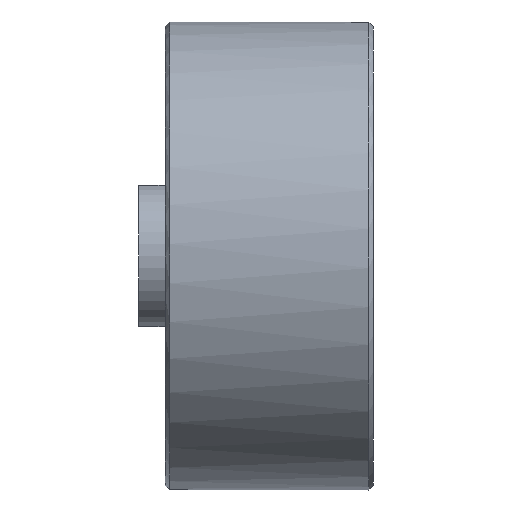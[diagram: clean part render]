
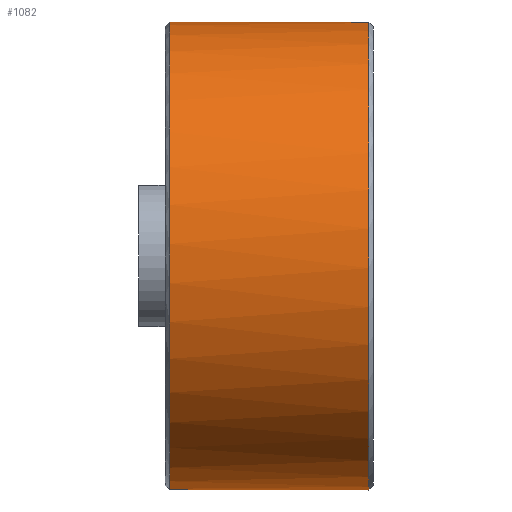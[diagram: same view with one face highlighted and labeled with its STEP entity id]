
A CAD part, left-side view. The second image highlights one B-rep face of the part: STEP entity #1082.
In plain terms, the highlighted cylindrical face has radius 25.15 mm (diameter 50.3 mm), a partial arc.
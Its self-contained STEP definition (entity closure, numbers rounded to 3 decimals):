
#50=ELLIPSE('',#1206,50.3,25.15);
#51=ELLIPSE('',#1207,50.3,25.15);
#52=ELLIPSE('',#1208,50.3,25.15);
#53=ELLIPSE('',#1209,50.3,25.15);
#85=FACE_OUTER_BOUND('',#144,.T.);
#144=EDGE_LOOP('',(#805,#806,#807,#808,#809,#810,#811,#812,#813,#814,#815,
#816,#817,#818));
#210=LINE('',#1786,#290);
#211=LINE('',#1790,#291);
#212=LINE('',#1793,#292);
#213=LINE('',#1795,#293);
#214=LINE('',#1799,#294);
#215=LINE('',#1802,#295);
#290=VECTOR('',#1431,1000.);
#291=VECTOR('',#1434,1000.);
#292=VECTOR('',#1437,1000.);
#293=VECTOR('',#1438,1000.);
#294=VECTOR('',#1441,1000.);
#295=VECTOR('',#1444,1000.);
#380=CIRCLE('',#1172,25.15);
#381=CIRCLE('',#1173,25.15);
#402=CIRCLE('',#1201,25.15);
#405=CIRCLE('',#1204,25.15);
#457=VERTEX_POINT('',#1714);
#458=VERTEX_POINT('',#1715);
#459=VERTEX_POINT('',#1717);
#478=VERTEX_POINT('',#1771);
#479=VERTEX_POINT('',#1772);
#482=VERTEX_POINT('',#1779);
#483=VERTEX_POINT('',#1785);
#484=VERTEX_POINT('',#1787);
#485=VERTEX_POINT('',#1789);
#486=VERTEX_POINT('',#1791);
#487=VERTEX_POINT('',#1794);
#488=VERTEX_POINT('',#1796);
#489=VERTEX_POINT('',#1798);
#490=VERTEX_POINT('',#1800);
#580=EDGE_CURVE('',#457,#458,#380,.T.);
#582=EDGE_CURVE('',#458,#459,#381,.T.);
#607=EDGE_CURVE('',#478,#479,#402,.T.);
#611=EDGE_CURVE('',#479,#482,#405,.T.);
#613=EDGE_CURVE('',#483,#459,#210,.T.);
#614=EDGE_CURVE('',#483,#484,#50,.T.);
#615=EDGE_CURVE('',#484,#485,#211,.T.);
#616=EDGE_CURVE('',#485,#486,#51,.T.);
#617=EDGE_CURVE('',#482,#486,#212,.T.);
#618=EDGE_CURVE('',#487,#478,#213,.T.);
#619=EDGE_CURVE('',#487,#488,#52,.T.);
#620=EDGE_CURVE('',#488,#489,#214,.T.);
#621=EDGE_CURVE('',#489,#490,#53,.T.);
#622=EDGE_CURVE('',#457,#490,#215,.T.);
#805=ORIENTED_EDGE('',*,*,#580,.T.);
#806=ORIENTED_EDGE('',*,*,#582,.T.);
#807=ORIENTED_EDGE('',*,*,#613,.F.);
#808=ORIENTED_EDGE('',*,*,#614,.T.);
#809=ORIENTED_EDGE('',*,*,#615,.T.);
#810=ORIENTED_EDGE('',*,*,#616,.T.);
#811=ORIENTED_EDGE('',*,*,#617,.F.);
#812=ORIENTED_EDGE('',*,*,#611,.F.);
#813=ORIENTED_EDGE('',*,*,#607,.F.);
#814=ORIENTED_EDGE('',*,*,#618,.F.);
#815=ORIENTED_EDGE('',*,*,#619,.T.);
#816=ORIENTED_EDGE('',*,*,#620,.T.);
#817=ORIENTED_EDGE('',*,*,#621,.T.);
#818=ORIENTED_EDGE('',*,*,#622,.F.);
#1048=CYLINDRICAL_SURFACE('',#1205,25.15);
#1082=ADVANCED_FACE('',(#85),#1048,.T.);
#1172=AXIS2_PLACEMENT_3D('',#1716,#1358,#1359);
#1173=AXIS2_PLACEMENT_3D('',#1721,#1360,#1361);
#1201=AXIS2_PLACEMENT_3D('',#1773,#1420,#1421);
#1204=AXIS2_PLACEMENT_3D('',#1780,#1427,#1428);
#1205=AXIS2_PLACEMENT_3D('',#1784,#1429,#1430);
#1206=AXIS2_PLACEMENT_3D('',#1788,#1432,#1433);
#1207=AXIS2_PLACEMENT_3D('',#1792,#1435,#1436);
#1208=AXIS2_PLACEMENT_3D('',#1797,#1439,#1440);
#1209=AXIS2_PLACEMENT_3D('',#1801,#1442,#1443);
#1358=DIRECTION('center_axis',(0.,-1.,0.));
#1359=DIRECTION('ref_axis',(0.,0.,-1.));
#1360=DIRECTION('center_axis',(0.,-1.,0.));
#1361=DIRECTION('ref_axis',(0.,0.,-1.));
#1420=DIRECTION('center_axis',(0.,-1.,0.));
#1421=DIRECTION('ref_axis',(0.,0.,-1.));
#1427=DIRECTION('center_axis',(0.,-1.,0.));
#1428=DIRECTION('ref_axis',(0.,0.,-1.));
#1429=DIRECTION('center_axis',(0.,-1.,0.));
#1430=DIRECTION('ref_axis',(-1.,0.,0.));
#1431=DIRECTION('',(0.,1.,0.));
#1432=DIRECTION('center_axis',(0.,-0.5,0.866));
#1433=DIRECTION('ref_axis',(0.,-0.866,-0.5));
#1434=DIRECTION('',(0.,-1.,0.));
#1435=DIRECTION('center_axis',(0.,0.5,0.866));
#1436=DIRECTION('ref_axis',(0.,0.866,-0.5));
#1437=DIRECTION('',(0.,1.,0.));
#1438=DIRECTION('',(0.,-1.,0.));
#1439=DIRECTION('center_axis',(0.,0.5,-0.866));
#1440=DIRECTION('ref_axis',(0.,-0.866,-0.5));
#1441=DIRECTION('',(0.,1.,0.));
#1442=DIRECTION('center_axis',(0.,-0.5,-0.866));
#1443=DIRECTION('ref_axis',(0.,0.866,-0.5));
#1444=DIRECTION('',(0.,-1.,0.));
#1714=CARTESIAN_POINT('',(24.847,21.9,3.893));
#1715=CARTESIAN_POINT('',(0.,21.9,25.15));
#1716=CARTESIAN_POINT('Origin',(0.,21.9,0.));
#1717=CARTESIAN_POINT('',(24.847,21.9,-3.893));
#1721=CARTESIAN_POINT('Origin',(0.,21.9,0.));
#1771=CARTESIAN_POINT('',(24.847,0.5,3.893));
#1772=CARTESIAN_POINT('',(0.,0.5,-25.15));
#1773=CARTESIAN_POINT('Origin',(0.,0.5,0.));
#1779=CARTESIAN_POINT('',(24.847,0.5,-3.893));
#1780=CARTESIAN_POINT('Origin',(0.,0.5,0.));
#1784=CARTESIAN_POINT('Origin',(0.,-5.429,0.));
#1785=CARTESIAN_POINT('',(24.847,7.757,-3.893));
#1786=CARTESIAN_POINT('',(24.847,-5.429,-3.893));
#1787=CARTESIAN_POINT('',(25.,9.749,-2.743));
#1788=CARTESIAN_POINT('Origin',(0.,14.5,0.));
#1789=CARTESIAN_POINT('',(25.,3.251,-2.743));
#1790=CARTESIAN_POINT('',(25.,-5.429,-2.743));
#1791=CARTESIAN_POINT('',(24.847,5.243,-3.893));
#1792=CARTESIAN_POINT('Origin',(0.,-1.5,0.));
#1793=CARTESIAN_POINT('',(24.847,-5.429,-3.893));
#1794=CARTESIAN_POINT('',(24.847,5.243,3.893));
#1795=CARTESIAN_POINT('',(24.847,-5.429,3.893));
#1796=CARTESIAN_POINT('',(25.,3.251,2.743));
#1797=CARTESIAN_POINT('Origin',(0.,-1.5,0.));
#1798=CARTESIAN_POINT('',(25.,9.749,2.743));
#1799=CARTESIAN_POINT('',(25.,-5.429,2.743));
#1800=CARTESIAN_POINT('',(24.847,7.757,3.893));
#1801=CARTESIAN_POINT('Origin',(0.,14.5,0.));
#1802=CARTESIAN_POINT('',(24.847,-5.429,3.893));
